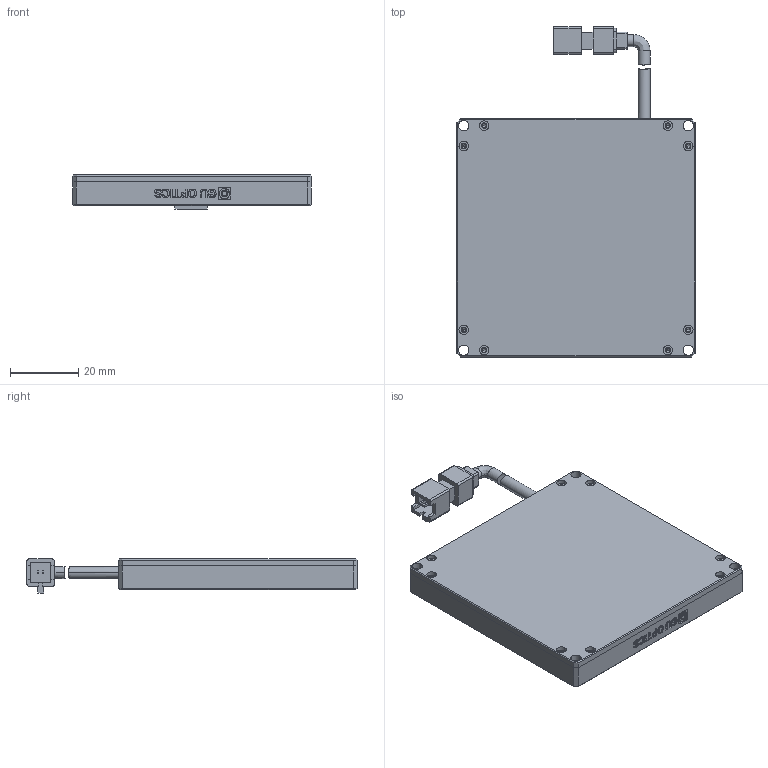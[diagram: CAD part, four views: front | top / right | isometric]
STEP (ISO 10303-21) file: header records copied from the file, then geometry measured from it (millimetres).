
FILE_DESCRIPTION (( 'STEP AP214' ), '1' );
FILE_NAME ('660501-W.STEP', '2019-02-13T06:28:14', ( 'user' ), ( '微软中国' ), 'SwSTEP 2.0', 'SolidWorks 2016', '' );
FILE_SCHEMA (( 'AUTOMOTIVE_DESIGN' ));
Length unit declared in the file: millimetre
Products named in the file (1): 660501-W
Bounding box: 70 x 97 x 10 mm (x, y, z)
Volume: 39909.1 mm3; surface area: 30038.5 mm2
Topology: 6 solids, 6 shells, 436 faces, 1087 edges, 704 vertices
Faces by surface type: plane 245, cylinder 114, bspline 61, cone 16
Entity records: 17152 total; most frequent: CARTESIAN_POINT 3243, ORIENTED_EDGE 2142, DIRECTION 1931, EDGE_CURVE 1071, LINE 727, VECTOR 727, VERTEX_POINT 704, AXIS2_PLACEMENT_3D 602
